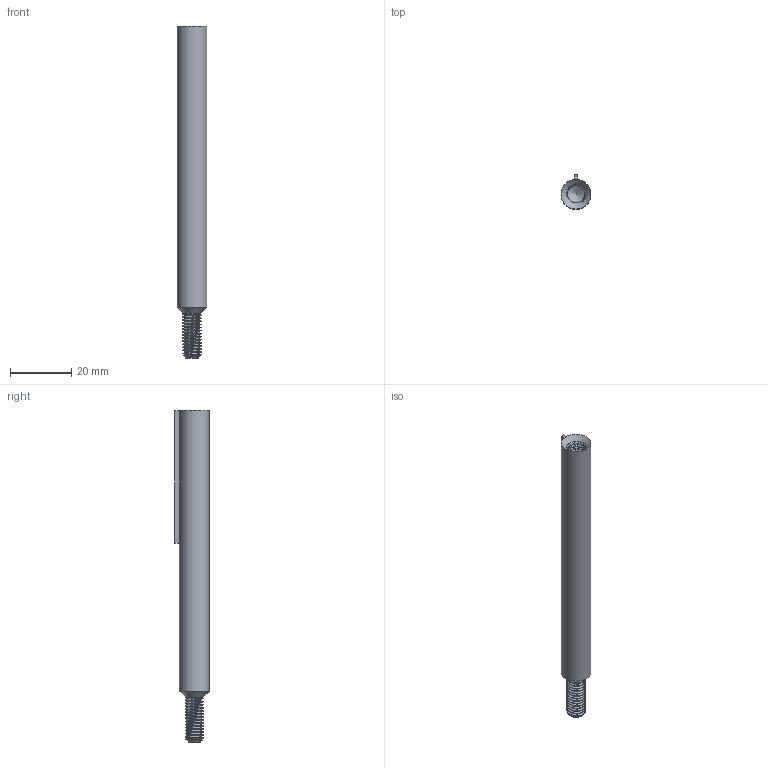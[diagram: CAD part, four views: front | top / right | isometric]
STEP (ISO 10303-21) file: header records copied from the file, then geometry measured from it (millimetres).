
FILE_DESCRIPTION(('FreeCAD Model'),'2;1');
FILE_NAME('Open CASCADE Shape Model','2024-05-19T11:12:24',('Author'),( ''),'Open CASCADE STEP processor 7.6','FreeCAD','Unknown');
FILE_SCHEMA(('AUTOMOTIVE_DESIGN { 1 0 10303 214 1 1 1 1 }'));
Length unit declared in the file: millimetre
Products named in the file (3): Main-Shaft-Part-4; Body076; M6x16LH-ThreadedRod002
Assembly tree (2 placements, depth 2):
  Main-Shaft-Part-4
    Body076
    M6x16LH-ThreadedRod002
Bounding box: 9.8 x 11.37 x 108.81 mm (x, y, z)
Volume: 6899.6 mm3; surface area: 4122.8 mm2
Topology: 2 solids, 2 shells, 154 faces, 314 edges, 164 vertices
Faces by surface type: bspline 103, cylinder 34, plane 9, cone 8
Full cylindrical faces by diameter (mm): 5.6 x16, 6 x14, 9.8 x1
Entity records: 15020 total; most frequent: CARTESIAN_POINT 12659, ORIENTED_EDGE 626, EDGE_CURVE 313, B_SPLINE_CURVE_WITH_KNOTS 214, DIRECTION 189, VERTEX_POINT 164, FACE_BOUND 155, EDGE_LOOP 155
